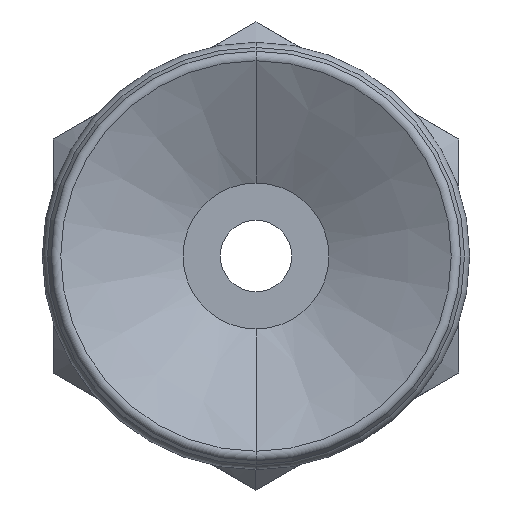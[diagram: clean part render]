
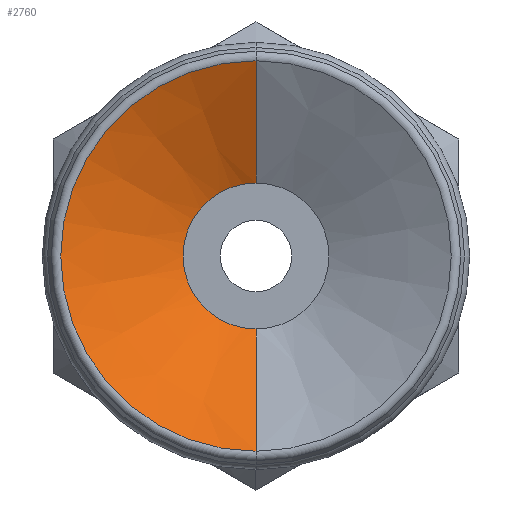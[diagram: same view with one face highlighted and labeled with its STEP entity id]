
A CAD part, front view. The second image highlights one B-rep face of the part: STEP entity #2760.
In plain terms, the highlighted conical face has half-angle 62.348 degrees and reference radius 3.156 mm.
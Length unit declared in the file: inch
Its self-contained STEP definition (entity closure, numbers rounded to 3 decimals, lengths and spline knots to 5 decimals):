
#295 = LINE ( 'NONE', #3206, #2273 ) ;
#324 = ORIENTED_EDGE ( 'NONE', *, *, #4212, .F. ) ;
#1268 = VERTEX_POINT ( 'NONE', #3896 ) ;
#2273 = VECTOR ( 'NONE', #3953, 39.37008 ) ;
#2404 = CIRCLE ( 'NONE', #7999, 0.12425 ) ;
#2760 = ADVANCED_FACE ( 'NONE', ( #3713 ), #3264, .F. ) ;
#2978 = CARTESIAN_POINT ( 'NONE',  ( 0., 0.00137, 0. ) ) ;
#3159 = VERTEX_POINT ( 'NONE', #5846 ) ;
#3206 = CARTESIAN_POINT ( 'NONE',  ( 0., 0.11044, 0.12425 ) ) ;
#3264 = CONICAL_SURFACE ( 'NONE', #4108, 0.12425, 1.088 ) ;
#3449 = ORIENTED_EDGE ( 'NONE', *, *, #5219, .T. ) ;
#3713 = FACE_OUTER_BOUND ( 'NONE', #5596, .T. ) ;
#3729 = DIRECTION ( 'NONE',  ( 0., 0., -1. ) ) ;
#3896 = CARTESIAN_POINT ( 'NONE',  ( 0., 0.00137, 0.33243 ) ) ;
#3926 = CARTESIAN_POINT ( 'NONE',  ( 0., 0.11044, -0.12425 ) ) ;
#3953 = DIRECTION ( 'NONE',  ( 0., -0.464, 0.886 ) ) ;
#4023 = CARTESIAN_POINT ( 'NONE',  ( 0., 0.11044, -0.12425 ) ) ;
#4108 = AXIS2_PLACEMENT_3D ( 'NONE', #9021, #8276, #4567 ) ;
#4212 = EDGE_CURVE ( 'NONE', #6154, #3159, #4854, .T. ) ;
#4302 = CARTESIAN_POINT ( 'NONE',  ( 0., 0.11044, 0. ) ) ;
#4567 = DIRECTION ( 'NONE',  ( 0., 0., -1. ) ) ;
#4717 = EDGE_CURVE ( 'NONE', #1268, #3159, #5322, .T. ) ;
#4854 = LINE ( 'NONE', #4023, #5089 ) ;
#5007 = ORIENTED_EDGE ( 'NONE', *, *, #4717, .T. ) ;
#5054 = DIRECTION ( 'NONE',  ( 0., 0., -1. ) ) ;
#5089 = VECTOR ( 'NONE', #8446, 39.37008 ) ;
#5219 = EDGE_CURVE ( 'NONE', #6280, #1268, #295, .T. ) ;
#5322 = CIRCLE ( 'NONE', #8372, 0.33243 ) ;
#5546 = CARTESIAN_POINT ( 'NONE',  ( 0., 0.11044, 0.12425 ) ) ;
#5596 = EDGE_LOOP ( 'NONE', ( #6926, #3449, #5007, #324 ) ) ;
#5846 = CARTESIAN_POINT ( 'NONE',  ( 0., 0.00137, -0.33243 ) ) ;
#6154 = VERTEX_POINT ( 'NONE', #3926 ) ;
#6280 = VERTEX_POINT ( 'NONE', #5546 ) ;
#6696 = EDGE_CURVE ( 'NONE', #6280, #6154, #2404, .T. ) ;
#6926 = ORIENTED_EDGE ( 'NONE', *, *, #6696, .F. ) ;
#7999 = AXIS2_PLACEMENT_3D ( 'NONE', #4302, #9487, #5054 ) ;
#8148 = DIRECTION ( 'NONE',  ( 0., -1., 0. ) ) ;
#8276 = DIRECTION ( 'NONE',  ( 0., -1., 0. ) ) ;
#8372 = AXIS2_PLACEMENT_3D ( 'NONE', #2978, #8148, #3729 ) ;
#8446 = DIRECTION ( 'NONE',  ( 0., -0.464, -0.886 ) ) ;
#9021 = CARTESIAN_POINT ( 'NONE',  ( 0., 0.11044, 0. ) ) ;
#9487 = DIRECTION ( 'NONE',  ( 0., -1., 0. ) ) ;
